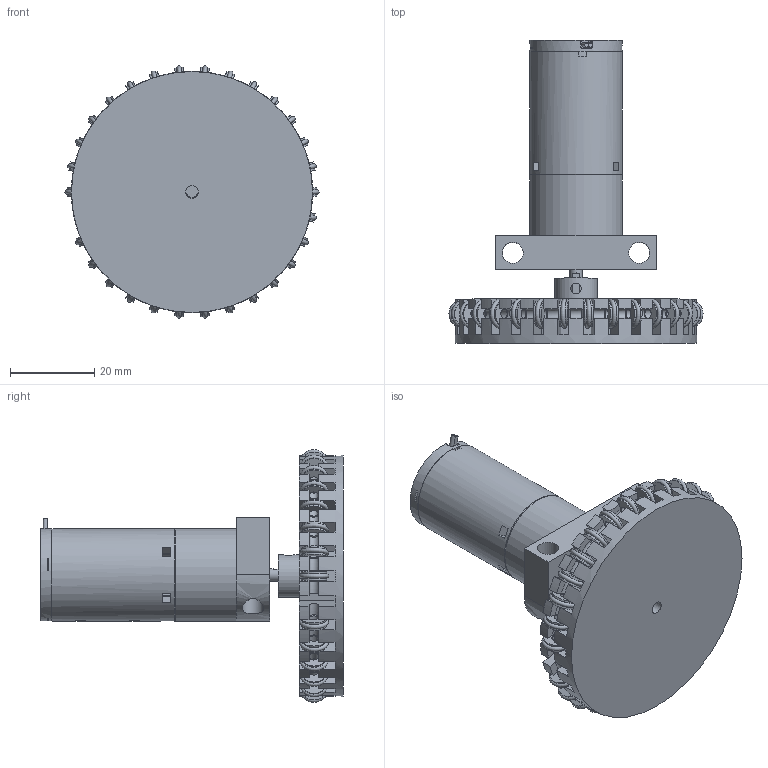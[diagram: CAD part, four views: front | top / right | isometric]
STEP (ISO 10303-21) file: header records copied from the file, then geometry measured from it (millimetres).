
FILE_DESCRIPTION(/* description */ (''),/* implementation_level */ '2;1');
FILE_NAME(/* name */ 'Monowheel-Step-Datei.step',/* time_stamp */ '2018-08-14T23:16:09+02:00',/* author */ ('mattoschmider'),/* organization */ (''),/* preprocessor_version */ 'ST-DEVELOPER v17',/* originating_system */ 'Autodesk Translation Framework v7.1.0.215',/* authorisation */ '');
FILE_SCHEMA (('AUTOMOTIVE_DESIGN { 1 0 10303 214 3 1 1 }'));
Length unit declared in the file: millimetre
Products named in the file (7): GroßesRadNeu; Minirad-7mm (mit o-ring 7mm); MotorMitHalterung; MotorGesamt; 110356_GP22B_0_15NM_2ST_SL; 139838_Amax22_EB_5W_SL_1WE_K; Komponente1
Assembly tree (34 placements, depth 4):
  GroßesRadNeu
    Minirad-7mm (mit o-ring 7mm)  x29
    MotorMitHalterung
      MotorGesamt
        110356_GP22B_0_15NM_2ST_SL
        139838_Amax22_EB_5W_SL_1WE_K
    Komponente1
Bounding box: 60.26 x 71.85 x 59.93 mm (x, y, z)
Volume: 40138.6 mm3; surface area: 26183.9 mm2
Topology: 62 solids, 62 shells, 793 faces, 1970 edges, 1329 vertices
Faces by surface type: plane 468, cylinder 195, torus 97, cone 32, bspline 1
Full cylindrical faces by diameter (mm): 1 x2, 1.2 x2, 1.567 x2, 1.6 x6, 1.74 x4, 2 x2, 2.2 x29, 2.529 x1, 3 x5, 3.2 x2, 3.6 x1, 5 x3, 6 x59, 6.05 x1, 6.2 x1, 7 x1, 9 x1, 10 x1, 16 x1, 20 x1, 20.3 x1, 21.9 x1, 22 x3, 40 x1, 57.2 x1
Entity records: 20646 total; most frequent: CARTESIAN_POINT 5878, DIRECTION 3066, ORIENTED_EDGE 3042, EDGE_CURVE 1521, AXIS2_PLACEMENT_3D 1103, VERTEX_POINT 1021, LINE 860, VECTOR 860
